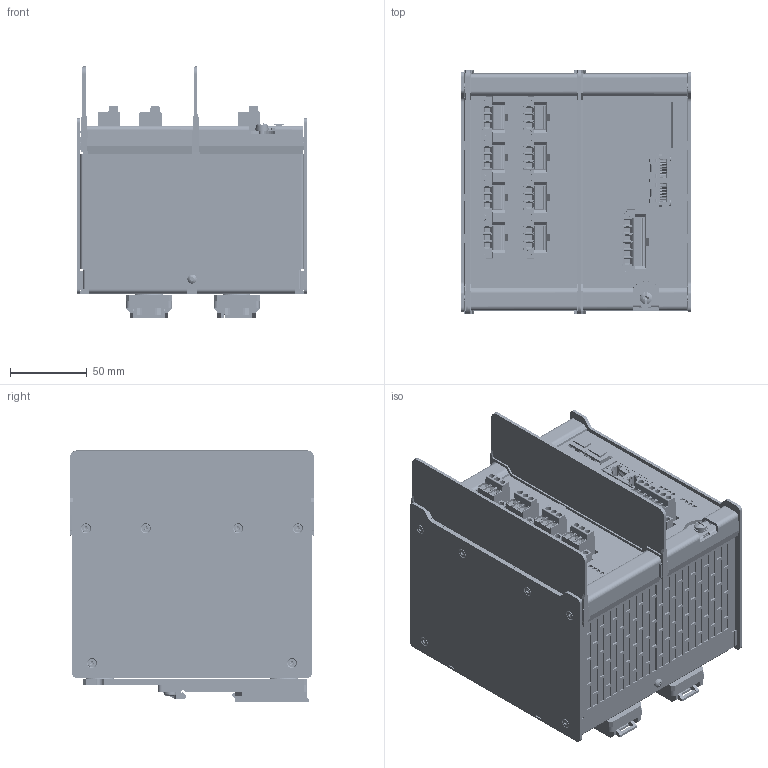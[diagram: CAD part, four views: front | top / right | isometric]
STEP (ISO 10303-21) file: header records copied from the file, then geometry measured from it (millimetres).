
FILE_DESCRIPTION((''),'2;1');
FILE_NAME('CAD-8045A_ASM','2024-04-16T15:13:13',('creinig-se'),(''),'CREO PARAMETRIC BY PTC INC, 2022284','CREO PARAMETRIC BY PTC INC, 2022284','');
FILE_SCHEMA(('CONFIG_CONTROL_DESIGN','SHAPE_APPEARANCE_LAYERS_GROUPS'));
Products named in the file (6): CAD-8988_HSG_ARS_IA_8_SW0001; CAD-8984_ACC_RJHSE-5380-02; CAD-7219A_DINKLE_2ESDFM-03P; CAD-7219A_DINKLE_2ESDFM-03P_ASM; CAD-7219A_DINKLE_2ESDFM-06P; CAD-8045A_ASM
Assembly tree (9 placements, depth 3):
  CAD-8045A_ASM
    CAD-8988_HSG_ARS_IA_8_SW0001
    CAD-8984_ACC_RJHSE-5380-02
    CAD-7219A_DINKLE_2ESDFM-03P_ASM  x2
      CAD-7219A_DINKLE_2ESDFM-03P
    CAD-7219A_DINKLE_2ESDFM-06P
Bounding box: 149 x 159.09 x 163.2 mm (x, y, z)
Volume: 2413780.9 mm3; surface area: 364956.3 mm2
Topology: 12 solids, 14 shells, 7424 faces, 20249 edges, 12770 vertices
Faces by surface type: plane 4483, cylinder 1932, cone 398, bspline 365, torus 134, sphere 76, revolution 36
Entity records: 225226 total; most frequent: CARTESIAN_POINT 49488, ORIENTED_EDGE 28922, DIRECTION 26183, EDGE_CURVE 14461, VECTOR 10651, LINE 10651, VERTEX_POINT 9235, PRESENTATION_STYLE_ASSIGNMENT 8557
